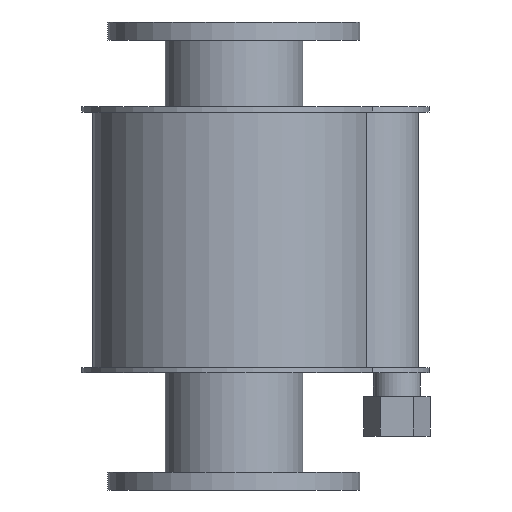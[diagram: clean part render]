
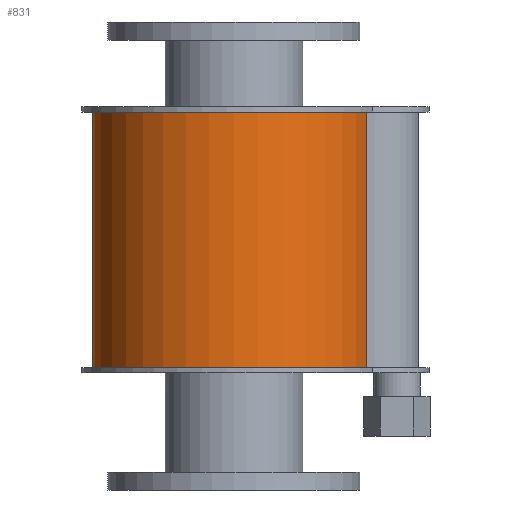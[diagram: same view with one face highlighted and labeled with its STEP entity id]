
A CAD part, left-side view. The second image highlights one B-rep face of the part: STEP entity #831.
In plain terms, the highlighted cylindrical face has radius 78.5 mm (diameter 157 mm), a full revolution.
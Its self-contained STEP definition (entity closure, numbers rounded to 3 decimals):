
#178=FACE_BOUND('',#347,.T.);
#235=FACE_OUTER_BOUND('',#346,.T.);
#346=EDGE_LOOP('',(#742));
#347=EDGE_LOOP('',(#743));
#408=CIRCLE('',#956,78.5);
#409=CIRCLE('',#957,78.5);
#482=VERTEX_POINT('',#1436);
#483=VERTEX_POINT('',#1438);
#570=EDGE_CURVE('',#482,#482,#408,.T.);
#571=EDGE_CURVE('',#483,#483,#409,.T.);
#742=ORIENTED_EDGE('',*,*,#570,.T.);
#743=ORIENTED_EDGE('',*,*,#571,.F.);
#776=CYLINDRICAL_SURFACE('',#955,78.5);
#831=ADVANCED_FACE('',(#235,#178),#776,.T.);
#955=AXIS2_PLACEMENT_3D('',#1435,#1212,#1213);
#956=AXIS2_PLACEMENT_3D('',#1437,#1214,#1215);
#957=AXIS2_PLACEMENT_3D('',#1439,#1216,#1217);
#1212=DIRECTION('center_axis',(0.,0.,1.));
#1213=DIRECTION('ref_axis',(-1.,0.,0.));
#1214=DIRECTION('center_axis',(0.,0.,-1.));
#1215=DIRECTION('ref_axis',(-1.,0.,0.));
#1216=DIRECTION('center_axis',(0.,0.,-1.));
#1217=DIRECTION('ref_axis',(-1.,0.,0.));
#1435=CARTESIAN_POINT('Origin',(0.,0.,0.));
#1436=CARTESIAN_POINT('',(78.5,0.,142.));
#1437=CARTESIAN_POINT('Origin',(0.,0.,142.));
#1438=CARTESIAN_POINT('',(78.5,0.,0.));
#1439=CARTESIAN_POINT('Origin',(0.,0.,0.));
